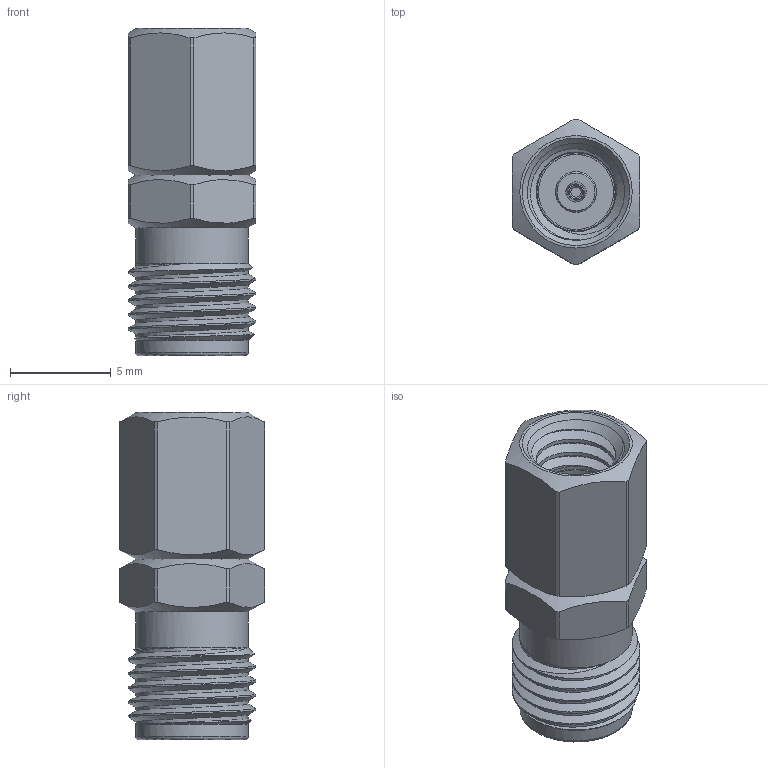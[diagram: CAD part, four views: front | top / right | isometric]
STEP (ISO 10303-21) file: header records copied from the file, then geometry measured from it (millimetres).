
FILE_DESCRIPTION (( 'STEP AP203' ), '1' );
FILE_NAME ('PE9146_3D.step', '2022-04-29T15:01:10', ( '' ), ( '' ), 'SwSTEP 2.0', 'SolidWorks 2021', '' );
FILE_SCHEMA (( 'CONFIG_CONTROL_DESIGN' ));
Length unit declared in the file: inch
Products named in the file (1): PE9146_3D
Bounding box: 6.35 x 7.22 x 16.26 mm (x, y, z)
Volume: 382.8 mm3; surface area: 701.5 mm2
Topology: 1 solids, 1 shells, 104 faces, 269 edges, 176 vertices
Faces by surface type: plane 52, cylinder 28, cone 16, bspline 7, torus 1
Full cylindrical faces by diameter (mm): 0.508 x1, 0.94 x1, 0.977 x1, 1.016 x1, 1.194 x1, 2.032 x1, 3.734 x1, 3.886 x1, 4.572 x1, 4.826 x3, 5.582 x2
Entity records: 6341 total; most frequent: CARTESIAN_POINT 4063, ORIENTED_EDGE 454, DIRECTION 426, EDGE_CURVE 227, AXIS2_PLACEMENT_3D 175, VERTEX_POINT 158, EDGE_LOOP 131, FACE_OUTER_BOUND 114
